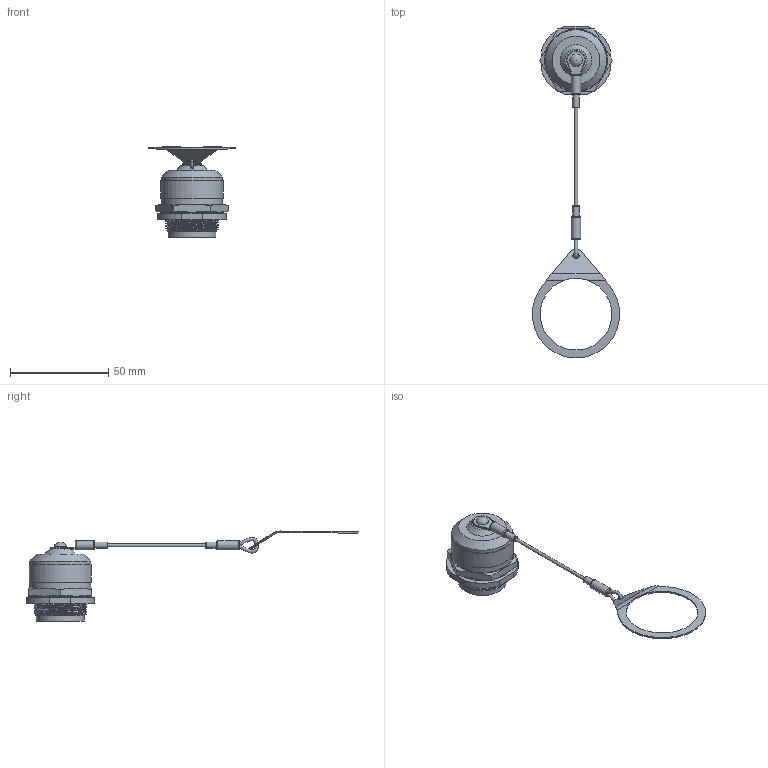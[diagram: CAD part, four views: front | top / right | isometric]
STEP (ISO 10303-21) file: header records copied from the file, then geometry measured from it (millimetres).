
FILE_DESCRIPTION (( 'STEP AP214' ), '1' );
FILE_NAME ('ECSK2103U00.STEP', '2018-01-16T13:49:52', ( '' ), ( '' ), 'SwSTEP 2.0', 'SolidWorks 2014', '' );
FILE_SCHEMA (( 'AUTOMOTIVE_DESIGN' ));
Length unit declared in the file: inch
Products named in the file (7): 3AB10-036-MA3; 3AB10-036-MA2; 3AB10-038; ECRK0103U00; 3AB10-043-MA2; 3AB10-043-MA1; ECSK2103U00
Assembly tree (6 placements, depth 3):
  ECSK2103U00
    ECRK0103U00
      3AB10-043-MA1
      3AB10-043-MA2
    3AB10-038
    3AB10-036-MA2
    3AB10-036-MA3
Bounding box: 44.54 x 169.38 x 45.92 mm (x, y, z)
Volume: 26250.4 mm3; surface area: 16102.2 mm2
Topology: 7 solids, 7 shells, 266 faces, 664 edges, 426 vertices
Faces by surface type: plane 156, cylinder 51, cone 24, bspline 21, torus 14
Full cylindrical faces by diameter (mm): 1.702 x2, 1.905 x1, 3.175 x1, 3.302 x2, 3.428 x1, 3.429 x2, 4.699 x2, 14.732 x1, 22.784 x1, 24.435 x1, 24.943 x2, 27.305 x1, 31.064 x2, 31.75 x1
Entity records: 21532 total; most frequent: CARTESIAN_POINT 13758, ORIENTED_EDGE 1214, DIRECTION 1073, EDGE_CURVE 607, VERTEX_POINT 412, AXIS2_PLACEMENT_3D 366, EDGE_LOOP 363, VECTOR 341
